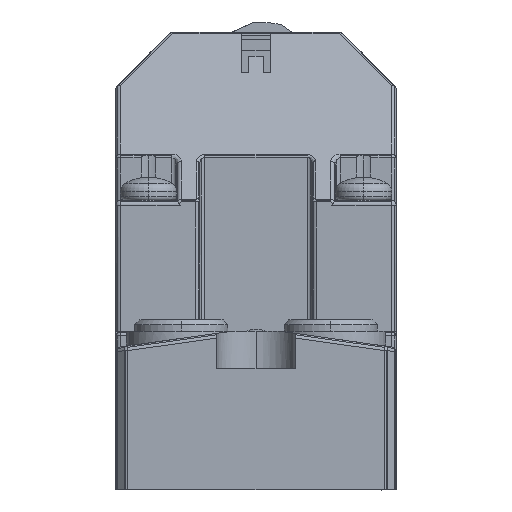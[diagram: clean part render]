
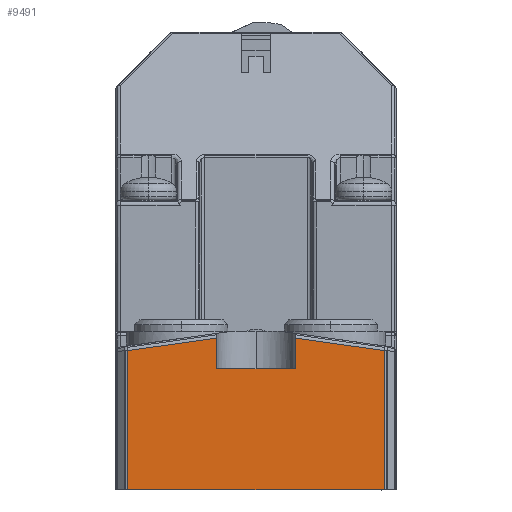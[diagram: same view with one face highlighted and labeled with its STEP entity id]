
A CAD part, front view. The second image highlights one B-rep face of the part: STEP entity #9491.
In plain terms, the highlighted planar face has unit normal (0, -1, 0).
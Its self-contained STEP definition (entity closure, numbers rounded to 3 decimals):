
#9474=AXIS2_PLACEMENT_3D('Plane Axis2P3D',#9471,#9472,#9473) ;
#6935=CARTESIAN_POINT('Vertex',(28.743,0.,0.)) ;
#6938=CARTESIAN_POINT('Line Origine',(15.,0.,0.)) ;
#6942=CARTESIAN_POINT('Vertex',(1.257,0.,0.)) ;
#7802=CARTESIAN_POINT('Vertex',(1.257,0.,14.915)) ;
#7865=CARTESIAN_POINT('Line Origine',(15.,0.,13.)) ;
#7869=CARTESIAN_POINT('Vertex',(19.2,0.,13.)) ;
#7871=CARTESIAN_POINT('Vertex',(10.8,0.,13.)) ;
#7935=CARTESIAN_POINT('Vertex',(28.743,0.,14.915)) ;
#8422=CARTESIAN_POINT('Vertex',(19.2,0.,16.256)) ;
#8425=CARTESIAN_POINT('Line Origine',(24.731,0.,15.479)) ;
#8447=CARTESIAN_POINT('Line Origine',(19.2,0.,14.628)) ;
#8661=CARTESIAN_POINT('Vertex',(10.8,0.,16.256)) ;
#8664=CARTESIAN_POINT('Line Origine',(10.8,0.,14.628)) ;
#8700=CARTESIAN_POINT('Line Origine',(13.729,0.,16.668)) ;
#9447=CARTESIAN_POINT('Line Origine',(1.257,0.,0.)) ;
#9471=CARTESIAN_POINT('Axis2P3D Location',(30.,0.,0.)) ;
#9476=CARTESIAN_POINT('Line Origine',(28.743,0.,7.458)) ;
#6939=DIRECTION('Vector Direction',(1.,0.,0.)) ;
#7866=DIRECTION('Vector Direction',(-1.,0.,0.)) ;
#8426=DIRECTION('Vector Direction',(-0.99,0.,0.139)) ;
#8448=DIRECTION('Vector Direction',(0.,0.,-1.)) ;
#8665=DIRECTION('Vector Direction',(0.,0.,1.)) ;
#8701=DIRECTION('Vector Direction',(-0.99,0.,-0.139)) ;
#9448=DIRECTION('Vector Direction',(0.,0.,1.)) ;
#9472=DIRECTION('Axis2P3D Direction',(0.,-1.,0.)) ;
#9473=DIRECTION('Axis2P3D XDirection',(0.,0.,-1.)) ;
#9477=DIRECTION('Vector Direction',(0.,0.,-1.)) ;
#6940=VECTOR('Line Direction',#6939,1.) ;
#7867=VECTOR('Line Direction',#7866,1.) ;
#8427=VECTOR('Line Direction',#8426,1.) ;
#8449=VECTOR('Line Direction',#8448,1.) ;
#8666=VECTOR('Line Direction',#8665,1.) ;
#8702=VECTOR('Line Direction',#8701,1.) ;
#9449=VECTOR('Line Direction',#9448,1.) ;
#9478=VECTOR('Line Direction',#9477,1.) ;
#9482=ORIENTED_EDGE('',*,*,#8704,.F.) ;
#9483=ORIENTED_EDGE('',*,*,#9451,.F.) ;
#9484=ORIENTED_EDGE('',*,*,#6944,.T.) ;
#9485=ORIENTED_EDGE('',*,*,#9480,.F.) ;
#9486=ORIENTED_EDGE('',*,*,#8429,.F.) ;
#9487=ORIENTED_EDGE('',*,*,#8451,.T.) ;
#9488=ORIENTED_EDGE('',*,*,#7873,.T.) ;
#9489=ORIENTED_EDGE('',*,*,#8668,.T.) ;
#9491=ADVANCED_FACE('Hauptk\X2\00F6\X0\rper',(#9490),#9475,.T.) ;
#6944=EDGE_CURVE('',#6943,#6936,#6941,.T.) ;
#7873=EDGE_CURVE('',#7870,#7872,#7868,.T.) ;
#8429=EDGE_CURVE('',#8423,#7936,#8428,.F.) ;
#8451=EDGE_CURVE('',#8423,#7870,#8450,.T.) ;
#8668=EDGE_CURVE('',#7872,#8662,#8667,.T.) ;
#8704=EDGE_CURVE('',#7803,#8662,#8703,.F.) ;
#9451=EDGE_CURVE('',#6943,#7803,#9450,.T.) ;
#9480=EDGE_CURVE('',#7936,#6936,#9479,.T.) ;
#9481=EDGE_LOOP('',(#9482,#9483,#9484,#9485,#9486,#9487,#9488,#9489)) ;
#9490=FACE_OUTER_BOUND('',#9481,.T.) ;
#6941=LINE('Line',#6938,#6940) ;
#7868=LINE('Line',#7865,#7867) ;
#8428=LINE('Line',#8425,#8427) ;
#8450=LINE('Line',#8447,#8449) ;
#8667=LINE('Line',#8664,#8666) ;
#8703=LINE('Line',#8700,#8702) ;
#9450=LINE('Line',#9447,#9449) ;
#9479=LINE('Line',#9476,#9478) ;
#9475=PLANE('',#9474) ;
#6936=VERTEX_POINT('',#6935) ;
#6943=VERTEX_POINT('',#6942) ;
#7803=VERTEX_POINT('',#7802) ;
#7870=VERTEX_POINT('',#7869) ;
#7872=VERTEX_POINT('',#7871) ;
#7936=VERTEX_POINT('',#7935) ;
#8423=VERTEX_POINT('',#8422) ;
#8662=VERTEX_POINT('',#8661) ;
